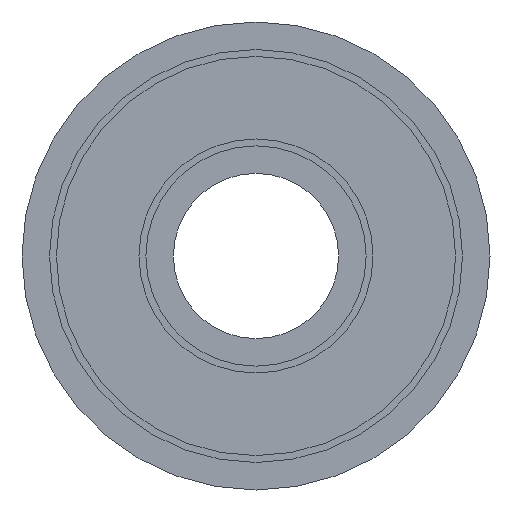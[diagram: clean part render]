
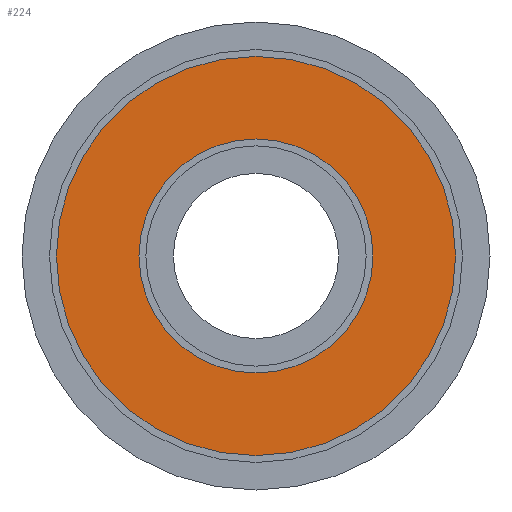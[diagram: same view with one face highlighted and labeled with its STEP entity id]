
A CAD part, front view. The second image highlights one B-rep face of the part: STEP entity #224.
In plain terms, the highlighted planar face has unit normal (0, -1, 0).
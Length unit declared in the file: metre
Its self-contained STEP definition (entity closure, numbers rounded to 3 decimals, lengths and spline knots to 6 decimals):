
#38=ORIENTED_EDGE('',*,*,#75,.T.);
#39=ORIENTED_EDGE('',*,*,#74,.F.);
#74=EDGE_CURVE('',#94,#94,#114,.T.);
#75=EDGE_CURVE('',#95,#95,#115,.T.);
#94=VERTEX_POINT('',#389);
#95=VERTEX_POINT('',#392);
#114=CIRCLE('',#261,0.00425);
#115=CIRCLE('',#263,0.00725);
#138=EDGE_LOOP('',(#38));
#139=EDGE_LOOP('',(#39));
#178=FACE_BOUND('',#138,.T.);
#179=FACE_BOUND('',#139,.T.);
#212=PLANE('',#262);
#224=ADVANCED_FACE('',(#178,#179),#212,.T.);
#261=AXIS2_PLACEMENT_3D('',#388,#311,#312);
#262=AXIS2_PLACEMENT_3D('',#390,#313,#314);
#263=AXIS2_PLACEMENT_3D('',#391,#315,#316);
#311=DIRECTION('',(0.,-1.,0.));
#312=DIRECTION('',(0.,0.,-1.));
#313=DIRECTION('',(0.,-1.,0.));
#314=DIRECTION('',(0.,0.,-1.));
#315=DIRECTION('',(0.,-1.,0.));
#316=DIRECTION('',(0.,0.,-1.));
#388=CARTESIAN_POINT('',(0.,0.,0.));
#389=CARTESIAN_POINT('',(0.,0.,-0.00425));
#390=CARTESIAN_POINT('',(0.00425,0.,0.));
#391=CARTESIAN_POINT('',(0.,0.,0.));
#392=CARTESIAN_POINT('',(0.,0.,-0.00725));
